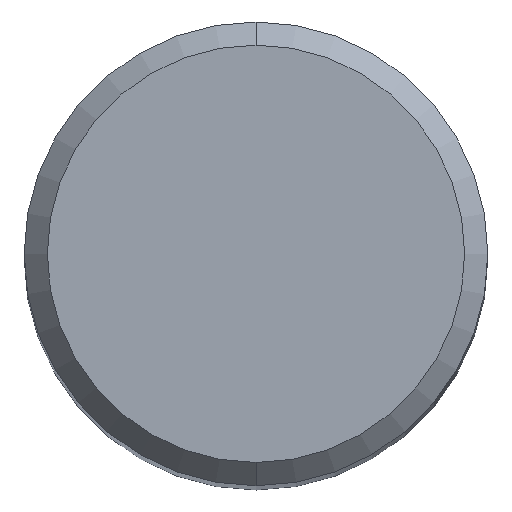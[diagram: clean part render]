
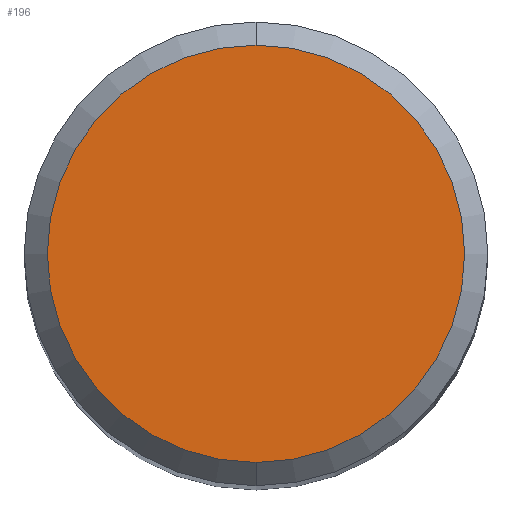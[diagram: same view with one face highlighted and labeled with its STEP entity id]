
A CAD part, top view. The second image highlights one B-rep face of the part: STEP entity #196.
In plain terms, the highlighted planar face has unit normal (0, 0, 1).
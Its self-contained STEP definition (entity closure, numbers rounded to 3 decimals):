
#196=ADVANCED_FACE('',(#499),#500,.T.);
#208=VERTEX_POINT('',#514);
#216=VERTEX_POINT('',#522);
#308=EDGE_CURVE('',#208,#216,#628,.T.);
#372=EDGE_CURVE('',#216,#208,#697,.T.);
#499=FACE_OUTER_BOUND('',#874,.T.);
#500=PLANE('',#875);
#514=CARTESIAN_POINT('',(0.,-4.5,0.0));
#522=CARTESIAN_POINT('',(0.0,4.5,0.0));
#628=CIRCLE('',#1110,4.5);
#697=CIRCLE('',#1231,4.5);
#874=EDGE_LOOP('',(#1479,#1480));
#875=AXIS2_PLACEMENT_3D('',#1481,#1482,#1483);
#1110=AXIS2_PLACEMENT_3D('',#1641,#1642,#1643);
#1231=AXIS2_PLACEMENT_3D('',#1715,#1716,#1717);
#1479=ORIENTED_EDGE('',*,*,#372,.F.);
#1480=ORIENTED_EDGE('',*,*,#308,.F.);
#1481=CARTESIAN_POINT('',(0.0,2.25,0.0));
#1482=DIRECTION('',(-0.0,0.0,1.0));
#1483=DIRECTION('',(0.0,-1.0,0.0));
#1641=CARTESIAN_POINT('',(0.0,0.0,0.0));
#1642=DIRECTION('',(0.0,0.0,-1.0));
#1643=DIRECTION('',(0.0,1.0,0.0));
#1715=CARTESIAN_POINT('',(0.0,0.0,0.0));
#1716=DIRECTION('',(0.0,0.0,-1.0));
#1717=DIRECTION('',(0.0,1.0,0.0));
